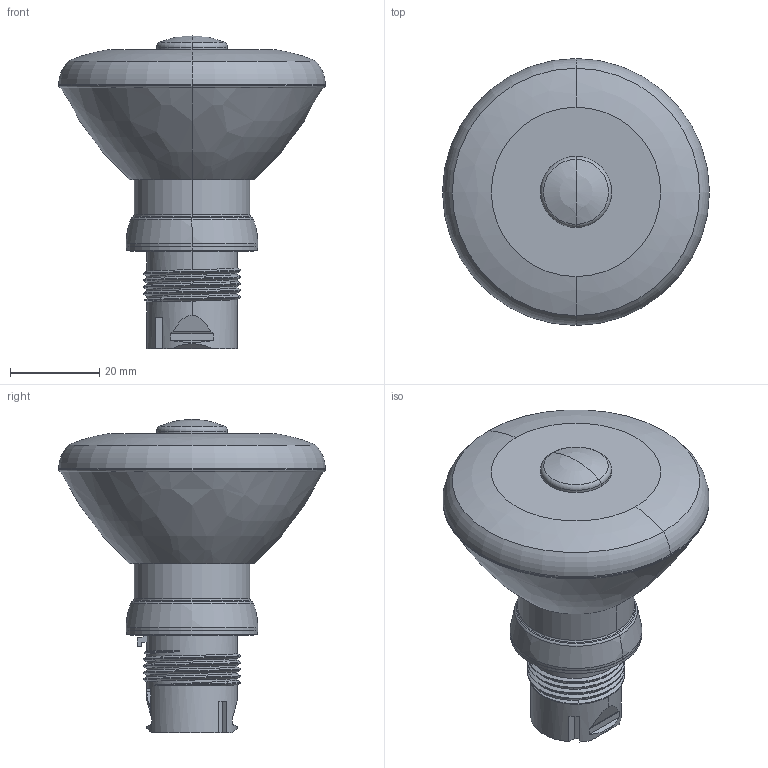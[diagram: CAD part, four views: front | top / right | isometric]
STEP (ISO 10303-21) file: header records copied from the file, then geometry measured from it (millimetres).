
FILE_DESCRIPTION((''),'2;1');
FILE_NAME('800F_LMP6','2011-03-21T',('MEDavids'),('Rockwell Automation'),'PRO/ENGINEER BY PARAMETRIC TECHNOLOGY CORPORATION, 2007390','PRO/ENGINEER BY PARAMETRIC TECHNOLOGY CORPORATION, 2007390','');
FILE_SCHEMA(('CONFIG_CONTROL_DESIGN'));
Length unit declared in the file: millimetre
Products named in the file (1): 800F_LMP6
Bounding box: 59.88 x 59.88 x 70.24 mm (x, y, z)
Volume: 61033.4 mm3; surface area: 14328.5 mm2
Topology: 1 solids, 1 shells, 105 faces, 264 edges, 165 vertices
Faces by surface type: plane 46, cylinder 23, bspline 16, torus 12, cone 6, sphere 2
Entity records: 5100 total; most frequent: CARTESIAN_POINT 2649, ORIENTED_EDGE 524, DIRECTION 470, EDGE_CURVE 262, AXIS2_PLACEMENT_3D 174, VERTEX_POINT 165, VECTOR 122, LINE 122
